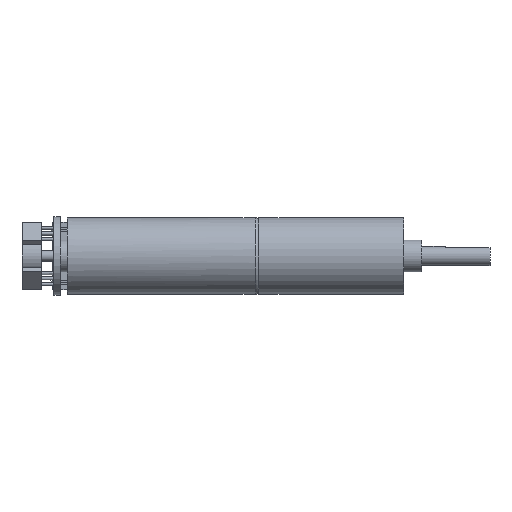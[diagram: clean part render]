
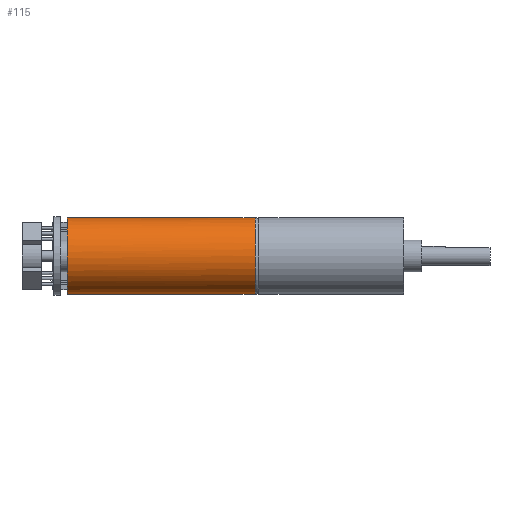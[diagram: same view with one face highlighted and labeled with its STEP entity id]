
A CAD part, left-side view. The second image highlights one B-rep face of the part: STEP entity #115.
In plain terms, the highlighted cylindrical face has radius 6 mm (diameter 12 mm), a full revolution.
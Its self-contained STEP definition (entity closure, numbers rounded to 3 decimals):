
#115 = ADVANCED_FACE( '', ( #309, #310 ), #311, .T. );
#309 = FACE_OUTER_BOUND( '', #638, .T. );
#310 = FACE_OUTER_BOUND( '', #639, .T. );
#311 = CYLINDRICAL_SURFACE( '', #640, 6. );
#638 = EDGE_LOOP( '', ( #966, #967, #968, #969 ) );
#639 = EDGE_LOOP( '', ( #970 ) );
#640 = AXIS2_PLACEMENT_3D( '', #971, #972, #973 );
#966 = ORIENTED_EDGE( '', *, *, #1666, .T. );
#967 = ORIENTED_EDGE( '', *, *, #1660, .T. );
#968 = ORIENTED_EDGE( '', *, *, #1667, .T. );
#969 = ORIENTED_EDGE( '', *, *, #1668, .T. );
#970 = ORIENTED_EDGE( '', *, *, #1669, .F. );
#971 = CARTESIAN_POINT( '', ( 0., 44., 0. ) );
#972 = DIRECTION( '', ( 0., 1., 0. ) );
#973 = DIRECTION( '', ( 0., 0., -1. ) );
#1660 = EDGE_CURVE( '', #1926, #1927, #1928, .T. );
#1666 = EDGE_CURVE( '', #1936, #1926, #1937, .T. );
#1667 = EDGE_CURVE( '', #1927, #1938, #1939, .T. );
#1668 = EDGE_CURVE( '', #1938, #1936, #1940, .T. );
#1669 = EDGE_CURVE( '', #1941, #1941, #1942, .T. );
#1926 = VERTEX_POINT( '', #2323 );
#1927 = VERTEX_POINT( '', #2324 );
#1928 = CIRCLE( '', #2325, 6. );
#1936 = VERTEX_POINT( '', #2334 );
#1937 = CIRCLE( '', #2335, 6. );
#1938 = VERTEX_POINT( '', #2336 );
#1939 = CIRCLE( '', #2337, 6. );
#1940 = CIRCLE( '', #2338, 6. );
#1941 = VERTEX_POINT( '', #2339 );
#1942 = CIRCLE( '', #2340, 6. );
#2323 = CARTESIAN_POINT( '', ( 4.3, 52.7, -4.185 ) );
#2324 = CARTESIAN_POINT( '', ( 4.3, 52.7, 4.185 ) );
#2325 = AXIS2_PLACEMENT_3D( '', #2849, #2850, #2851 );
#2334 = CARTESIAN_POINT( '', ( 4.006, 52.7, -4.467 ) );
#2335 = AXIS2_PLACEMENT_3D( '', #2859, #2860, #2861 );
#2336 = CARTESIAN_POINT( '', ( 4.006, 52.7, 4.467 ) );
#2337 = AXIS2_PLACEMENT_3D( '', #2862, #2863, #2864 );
#2338 = AXIS2_PLACEMENT_3D( '', #2865, #2866, #2867 );
#2339 = CARTESIAN_POINT( '', ( 0., 23.3, -6. ) );
#2340 = AXIS2_PLACEMENT_3D( '', #2868, #2869, #2870 );
#2849 = CARTESIAN_POINT( '', ( 0., 52.7, 0. ) );
#2850 = DIRECTION( '', ( 0., -1., 0. ) );
#2851 = DIRECTION( '', ( 0., 0., -1. ) );
#2859 = CARTESIAN_POINT( '', ( 0., 52.7, 0. ) );
#2860 = DIRECTION( '', ( 0., -1., 0. ) );
#2861 = DIRECTION( '', ( 0., 0., -1. ) );
#2862 = CARTESIAN_POINT( '', ( 0., 52.7, 0. ) );
#2863 = DIRECTION( '', ( 0., -1., 0. ) );
#2864 = DIRECTION( '', ( 0., 0., -1. ) );
#2865 = CARTESIAN_POINT( '', ( 0., 52.7, 0. ) );
#2866 = DIRECTION( '', ( 0., -1., 0. ) );
#2867 = DIRECTION( '', ( 0., 0., -1. ) );
#2868 = CARTESIAN_POINT( '', ( 0., 23.3, 0. ) );
#2869 = DIRECTION( '', ( 0., -1., 0. ) );
#2870 = DIRECTION( '', ( 0., 0., -1. ) );
